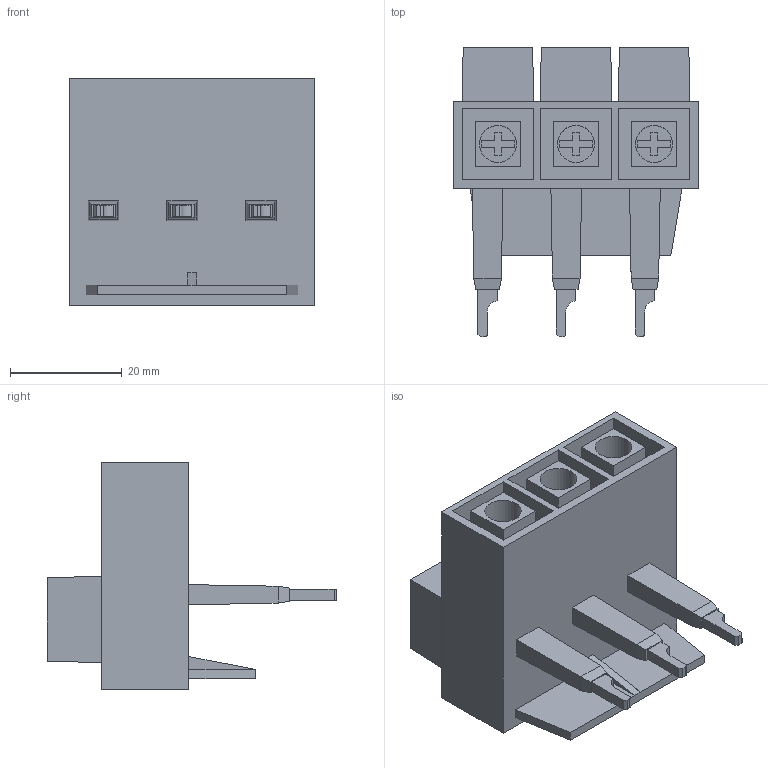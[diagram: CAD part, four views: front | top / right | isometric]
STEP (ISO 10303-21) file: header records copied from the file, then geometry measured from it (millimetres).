
FILE_DESCRIPTION(/* description */ (''),/* implementation_level */ '2;1');
FILE_NAME(/* name */ '11SM1X9050.stp',/* time_stamp */ '2023-02-21T11:41:13+01:00',/* author */ ('Saletta UTP'),/* organization */ (''),/* preprocessor_version */ 'ST-DEVELOPER v16.1',/* originating_system */ 'Autodesk Inventor 2016',/* authorisation */ '');
FILE_SCHEMA (('AUTOMOTIVE_DESIGN { 1 0 10303 214 3 1 1 }'));
Length unit declared in the file: millimetre
Products named in the file (1): 11SM1X9050
Bounding box: 44 x 51.96 x 40.8 mm (x, y, z)
Volume: 28634.1 mm3; surface area: 13726.6 mm2
Topology: 1 solids, 1 shells, 174 faces, 427 edges, 280 vertices
Faces by surface type: plane 165, cylinder 9
Full cylindrical faces by diameter (mm): 6.6 x3
Entity records: 5115 total; most frequent: CARTESIAN_POINT 879, ORIENTED_EDGE 848, DIRECTION 792, EDGE_CURVE 424, LINE 406, VECTOR 406, VERTEX_POINT 280, EDGE_LOOP 202
